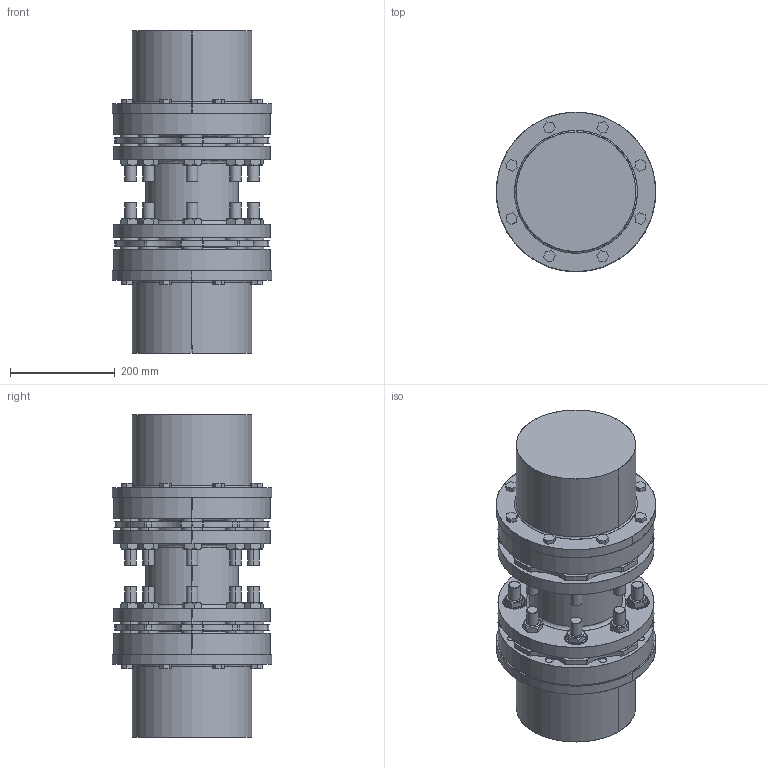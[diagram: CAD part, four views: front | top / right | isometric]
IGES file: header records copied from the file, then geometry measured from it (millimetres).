
Start section: SolidWorks IGES file using analytic representation for surfaces
Global section: file name: KD404_K07251337377055.igs; native system: SolidWorks 2017; preprocessor: SolidWorks 2017; author: partstream; date: 170725.133756; units: inch
Bounding box: 304.8 x 304.8 x 615.7 mm (x, y, z)
Surface area: 1705130.3 mm2 (no closed solid volume)
Topology: 0 solids, 0 shells, 1048 faces, 20296 edges, 20288 vertices
Faces by surface type: revolution 558, bspline 490
